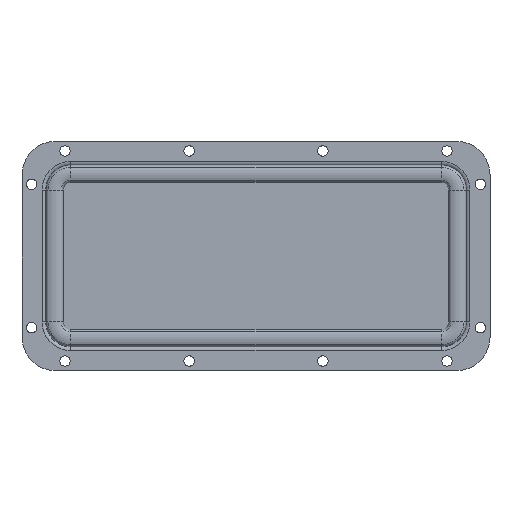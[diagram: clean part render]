
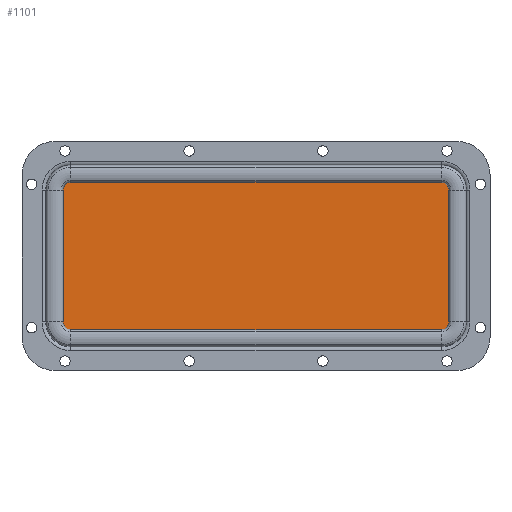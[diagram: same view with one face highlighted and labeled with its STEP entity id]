
A CAD part, top view. The second image highlights one B-rep face of the part: STEP entity #1101.
In plain terms, the highlighted planar face has unit normal (0, 0, 1).
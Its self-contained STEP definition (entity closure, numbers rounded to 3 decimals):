
#38 = ORIENTED_EDGE ( 'NONE', *, *, #2490, .F. ) ;
#52 = DIRECTION ( 'NONE',  ( -1., 0., 0. ) ) ;
#75 = EDGE_CURVE ( 'NONE', #2788, #2300, #629, .T. ) ;
#328 = CARTESIAN_POINT ( 'NONE',  ( 97., -44.992, -1.7 ) ) ;
#390 = DIRECTION ( 'NONE',  ( -1., 0., 0. ) ) ;
#431 = CARTESIAN_POINT ( 'NONE',  ( 97., 34.5, -1.7 ) ) ;
#475 = DIRECTION ( 'NONE',  ( -1., 0., 0. ) ) ;
#476 = DIRECTION ( 'NONE',  ( 0., 1., 0. ) ) ;
#490 = EDGE_CURVE ( 'NONE', #2788, #1726, #1870, .T. ) ;
#629 = CIRCLE ( 'NONE', #2286, 10.492 ) ;
#635 = ORIENTED_EDGE ( 'NONE', *, *, #1563, .F. ) ;
#656 = ORIENTED_EDGE ( 'NONE', *, *, #1443, .F. ) ;
#668 = VECTOR ( 'NONE', #3609, 1000. ) ;
#714 = VECTOR ( 'NONE', #52, 1000. ) ;
#715 = VECTOR ( 'NONE', #2819, 1000. ) ;
#769 = CARTESIAN_POINT ( 'NONE',  ( 97., 44.992, -1.7 ) ) ;
#837 = EDGE_CURVE ( 'NONE', #2591, #3204, #2593, .T. ) ;
#859 = CARTESIAN_POINT ( 'NONE',  ( 97., 44.992, -1.7 ) ) ;
#943 = ORIENTED_EDGE ( 'NONE', *, *, #837, .F. ) ;
#971 = DIRECTION ( 'NONE',  ( -1., 0., 0. ) ) ;
#1016 = ORIENTED_EDGE ( 'NONE', *, *, #490, .T. ) ;
#1026 = CIRCLE ( 'NONE', #3388, 10.492 ) ;
#1062 = DIRECTION ( 'NONE',  ( 0., 0., -1. ) ) ;
#1063 = PLANE ( 'NONE',  #2244 ) ;
#1101 = ADVANCED_FACE ( 'NONE', ( #1360 ), #1063, .F. ) ;
#1109 = ORIENTED_EDGE ( 'NONE', *, *, #75, .F. ) ;
#1360 = FACE_OUTER_BOUND ( 'NONE', #1673, .T. ) ;
#1435 = CARTESIAN_POINT ( 'NONE',  ( -107.492, -34.5, -1.7 ) ) ;
#1443 = EDGE_CURVE ( 'NONE', #2127, #2648, #1026, .T. ) ;
#1483 = CARTESIAN_POINT ( 'NONE',  ( 107.492, 34.5, -1.7 ) ) ;
#1508 = LINE ( 'NONE', #328, #714 ) ;
#1563 = EDGE_CURVE ( 'NONE', #2300, #2127, #3288, .T. ) ;
#1673 = EDGE_LOOP ( 'NONE', ( #1016, #3601, #943, #38, #1975, #656, #635, #1109 ) ) ;
#1690 = CARTESIAN_POINT ( 'NONE',  ( -97., 44.992, -1.7 ) ) ;
#1702 = CIRCLE ( 'NONE', #2176, 10.492 ) ;
#1726 = VERTEX_POINT ( 'NONE', #1690 ) ;
#1732 = DIRECTION ( 'NONE',  ( 0., 0., -1. ) ) ;
#1870 = LINE ( 'NONE', #3221, #3181 ) ;
#1884 = EDGE_CURVE ( 'NONE', #2648, #2607, #1508, .T. ) ;
#1975 = ORIENTED_EDGE ( 'NONE', *, *, #1884, .F. ) ;
#2022 = CARTESIAN_POINT ( 'NONE',  ( 107.492, -34.5, -1.7 ) ) ;
#2127 = VERTEX_POINT ( 'NONE', #2022 ) ;
#2174 = CARTESIAN_POINT ( 'NONE',  ( 107.492, 34.5, -1.7 ) ) ;
#2176 = AXIS2_PLACEMENT_3D ( 'NONE', #2341, #1732, #3472 ) ;
#2244 = AXIS2_PLACEMENT_3D ( 'NONE', #769, #2781, #476 ) ;
#2286 = AXIS2_PLACEMENT_3D ( 'NONE', #431, #3190, #390 ) ;
#2300 = VERTEX_POINT ( 'NONE', #1483 ) ;
#2324 = AXIS2_PLACEMENT_3D ( 'NONE', #2400, #1062, #475 ) ;
#2341 = CARTESIAN_POINT ( 'NONE',  ( -97., 34.5, -1.7 ) ) ;
#2378 = CARTESIAN_POINT ( 'NONE',  ( 97., -34.5, -1.7 ) ) ;
#2400 = CARTESIAN_POINT ( 'NONE',  ( -97., -34.5, -1.7 ) ) ;
#2473 = CARTESIAN_POINT ( 'NONE',  ( 97., -44.992, -1.7 ) ) ;
#2490 = EDGE_CURVE ( 'NONE', #2607, #2591, #3450, .T. ) ;
#2591 = VERTEX_POINT ( 'NONE', #3548 ) ;
#2593 = LINE ( 'NONE', #1435, #715 ) ;
#2607 = VERTEX_POINT ( 'NONE', #3333 ) ;
#2648 = VERTEX_POINT ( 'NONE', #2473 ) ;
#2781 = DIRECTION ( 'NONE',  ( 0., 0., -1. ) ) ;
#2788 = VERTEX_POINT ( 'NONE', #859 ) ;
#2819 = DIRECTION ( 'NONE',  ( 0., 1., 0. ) ) ;
#3120 = EDGE_CURVE ( 'NONE', #3204, #1726, #1702, .T. ) ;
#3181 = VECTOR ( 'NONE', #3533, 1000. ) ;
#3190 = DIRECTION ( 'NONE',  ( 0., 0., -1. ) ) ;
#3204 = VERTEX_POINT ( 'NONE', #3337 ) ;
#3221 = CARTESIAN_POINT ( 'NONE',  ( 97., 44.992, -1.7 ) ) ;
#3288 = LINE ( 'NONE', #2174, #668 ) ;
#3333 = CARTESIAN_POINT ( 'NONE',  ( -97., -44.992, -1.7 ) ) ;
#3337 = CARTESIAN_POINT ( 'NONE',  ( -107.492, 34.5, -1.7 ) ) ;
#3388 = AXIS2_PLACEMENT_3D ( 'NONE', #2378, #3505, #971 ) ;
#3450 = CIRCLE ( 'NONE', #2324, 10.492 ) ;
#3472 = DIRECTION ( 'NONE',  ( -1., 0., 0. ) ) ;
#3505 = DIRECTION ( 'NONE',  ( 0., 0., -1. ) ) ;
#3533 = DIRECTION ( 'NONE',  ( -1., 0., 0. ) ) ;
#3548 = CARTESIAN_POINT ( 'NONE',  ( -107.492, -34.5, -1.7 ) ) ;
#3601 = ORIENTED_EDGE ( 'NONE', *, *, #3120, .F. ) ;
#3609 = DIRECTION ( 'NONE',  ( 0., -1., 0. ) ) ;
